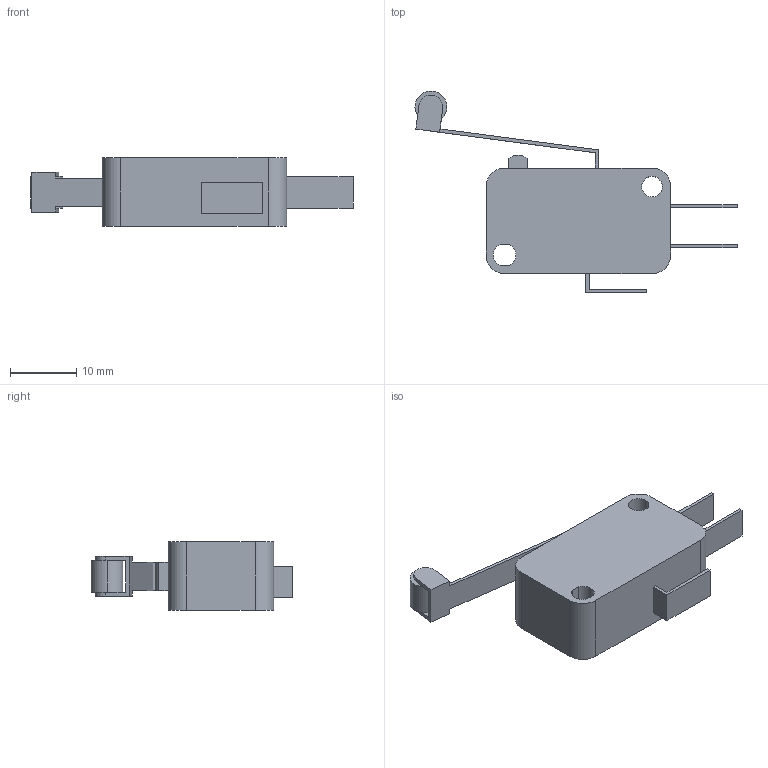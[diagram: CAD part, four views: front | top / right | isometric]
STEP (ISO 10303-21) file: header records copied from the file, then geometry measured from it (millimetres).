
FILE_DESCRIPTION (( 'STEP AP203' ), '1' );
FILE_NAME ('V_156_1C25.step', '2011-02-19T19:15:36', ( 'OSMC1.0 ' ), ( ' ' ), 'SwSTEP 2.0', 'SolidWorks 2002025', '' );
FILE_SCHEMA (( 'CONFIG_CONTROL_DESIGN' ));
Length unit declared in the file: millimetre
Products named in the file (3): V_156_1C25; V_156_1C25_ACTUATOR; V_156_1C25_BASE
Assembly tree (2 placements, depth 2):
  V_156_1C25
    V_156_1C25_BASE
    V_156_1C25_ACTUATOR
Bounding box: 48.52 x 30.4 x 10.3 mm (x, y, z)
Volume: 4585.5 mm3; surface area: 2691 mm2
Topology: 2 solids, 2 shells, 59 faces, 155 edges, 102 vertices
Faces by surface type: plane 45, cylinder 14
Entity records: 2126 total; most frequent: CARTESIAN_POINT 321, DIRECTION 315, ORIENTED_EDGE 310, EDGE_CURVE 155, LINE 123, VECTOR 123, VERTEX_POINT 102, AXIS2_PLACEMENT_3D 96
